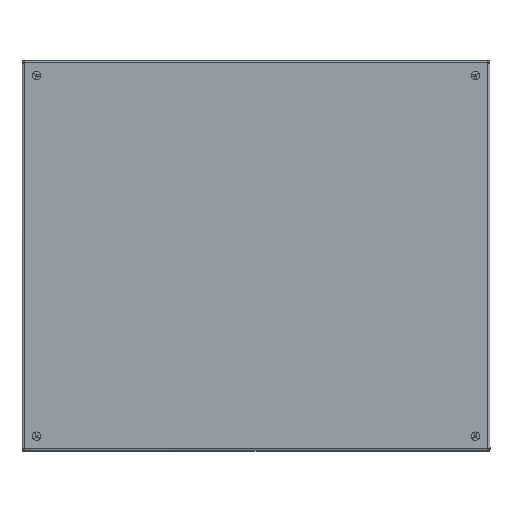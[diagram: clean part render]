
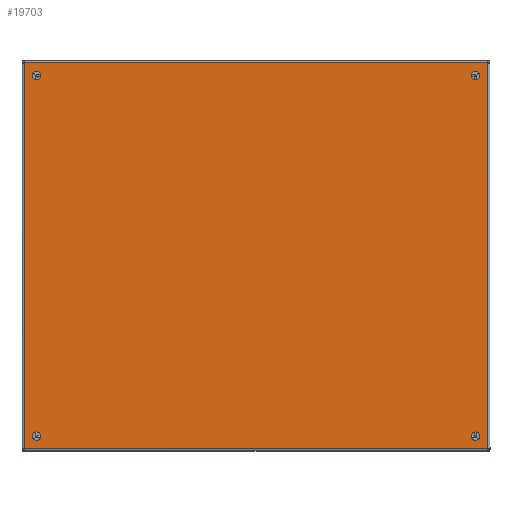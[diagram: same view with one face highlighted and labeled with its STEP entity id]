
A CAD part, top view. The second image highlights one B-rep face of the part: STEP entity #19703.
In plain terms, the highlighted planar face has unit normal (0, 0, 1).
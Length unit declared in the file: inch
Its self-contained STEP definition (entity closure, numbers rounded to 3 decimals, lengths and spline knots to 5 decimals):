
#791 = EDGE_CURVE ( 'NONE', #76019, #67187, #79287, .T. ) ;
#911 = VERTEX_POINT ( 'NONE', #1192 ) ;
#1146 = VERTEX_POINT ( 'NONE', #64937 ) ;
#1192 = CARTESIAN_POINT ( 'NONE',  ( 22.90625, 0.625, 8.9175 ) ) ;
#2315 = CIRCLE ( 'NONE', #17800, 0.21875 ) ;
#2724 = CARTESIAN_POINT ( 'NONE',  ( -0.01975, 19.75777, 8.9175 ) ) ;
#2835 = FACE_OUTER_BOUND ( 'NONE', #14118, .T. ) ;
#3367 = CIRCLE ( 'NONE', #76345, 0.07 ) ;
#5816 = CIRCLE ( 'NONE', #66880, 0.21875 ) ;
#7272 = VERTEX_POINT ( 'NONE', #67131 ) ;
#7628 = VECTOR ( 'NONE', #47910, 39.37008 ) ;
#8360 = ORIENTED_EDGE ( 'NONE', *, *, #17554, .F. ) ;
#9079 = ORIENTED_EDGE ( 'NONE', *, *, #34603, .T. ) ;
#9874 = VECTOR ( 'NONE', #22390, 39.37008 ) ;
#10255 = AXIS2_PLACEMENT_3D ( 'NONE', #28557, #72812, #34918 ) ;
#10418 = ORIENTED_EDGE ( 'NONE', *, *, #76030, .F. ) ;
#12364 = CARTESIAN_POINT ( 'NONE',  ( 11.875, 19.76975, 8.9175 ) ) ;
#12434 = EDGE_LOOP ( 'NONE', ( #9079 ) ) ;
#12486 = ORIENTED_EDGE ( 'NONE', *, *, #56539, .F. ) ;
#14118 = EDGE_LOOP ( 'NONE', ( #37757, #8360, #46450, #12486, #17200, #21501, #23294, #10418 ) ) ;
#14314 = ORIENTED_EDGE ( 'NONE', *, *, #40504, .T. ) ;
#14938 = VERTEX_POINT ( 'NONE', #64136 ) ;
#15575 = CARTESIAN_POINT ( 'NONE',  ( -0.00777, 19.76975, 8.9175 ) ) ;
#16446 = CARTESIAN_POINT ( 'NONE',  ( 11.875, 9.875, 8.9175 ) ) ;
#17200 = ORIENTED_EDGE ( 'NONE', *, *, #50081, .T. ) ;
#17554 = EDGE_CURVE ( 'NONE', #62279, #53249, #22276, .T. ) ;
#17800 = AXIS2_PLACEMENT_3D ( 'NONE', #21680, #71540, #40843 ) ;
#19693 = FACE_BOUND ( 'NONE', #43027, .T. ) ;
#19703 = ADVANCED_FACE ( 'NONE', ( #37545, #19693, #71191, #36584, #2835 ), #66927, .F. ) ;
#21501 = ORIENTED_EDGE ( 'NONE', *, *, #791, .F. ) ;
#21532 = CARTESIAN_POINT ( 'NONE',  ( -0.06289, -0.06289, 8.9175 ) ) ;
#21609 = CARTESIAN_POINT ( 'NONE',  ( -0.01975, -0.00777, 8.9175 ) ) ;
#21680 = CARTESIAN_POINT ( 'NONE',  ( 0.625, 19.125, 8.9175 ) ) ;
#21830 = CARTESIAN_POINT ( 'NONE',  ( -0.01975, 9.875, 8.9175 ) ) ;
#22276 = LINE ( 'NONE', #26426, #33151 ) ;
#22390 = DIRECTION ( 'NONE',  ( 0., 1., 0. ) ) ;
#23294 = ORIENTED_EDGE ( 'NONE', *, *, #26573, .T. ) ;
#23471 = CARTESIAN_POINT ( 'NONE',  ( 23.81289, -0.06289, 8.9175 ) ) ;
#23503 = ORIENTED_EDGE ( 'NONE', *, *, #29819, .T. ) ;
#23796 = ORIENTED_EDGE ( 'NONE', *, *, #79772, .T. ) ;
#25691 = DIRECTION ( 'NONE',  ( 1., 0., 0. ) ) ;
#26255 = CIRCLE ( 'NONE', #55973, 0.07 ) ;
#26426 = CARTESIAN_POINT ( 'NONE',  ( 23.76975, 9.875, 8.9175 ) ) ;
#26573 = EDGE_CURVE ( 'NONE', #76019, #50288, #3367, .T. ) ;
#27985 = DIRECTION ( 'NONE',  ( 0., 0., -1. ) ) ;
#28150 = CARTESIAN_POINT ( 'NONE',  ( 23.76975, -0.00777, 8.9175 ) ) ;
#28557 = CARTESIAN_POINT ( 'NONE',  ( 0.625, 0.625, 8.9175 ) ) ;
#29246 = DIRECTION ( 'NONE',  ( 0., 0., -1. ) ) ;
#29819 = EDGE_CURVE ( 'NONE', #14938, #14938, #2315, .T. ) ;
#32863 = VERTEX_POINT ( 'NONE', #38713 ) ;
#33060 = DIRECTION ( 'NONE',  ( 1., 0., 0. ) ) ;
#33151 = VECTOR ( 'NONE', #71524, 39.37008 ) ;
#34603 = EDGE_CURVE ( 'NONE', #32863, #32863, #44814, .T. ) ;
#34918 = DIRECTION ( 'NONE',  ( -1., 0., 0. ) ) ;
#35639 = VERTEX_POINT ( 'NONE', #15575 ) ;
#36584 = FACE_BOUND ( 'NONE', #38067, .T. ) ;
#37545 = FACE_BOUND ( 'NONE', #53715, .T. ) ;
#37757 = ORIENTED_EDGE ( 'NONE', *, *, #46432, .T. ) ;
#38067 = EDGE_LOOP ( 'NONE', ( #23796 ) ) ;
#38713 = CARTESIAN_POINT ( 'NONE',  ( 0.40625, 0.625, 8.9175 ) ) ;
#39251 = CIRCLE ( 'NONE', #64156, 0.07 ) ;
#39563 = LINE ( 'NONE', #12364, #61271 ) ;
#39892 = DIRECTION ( 'NONE',  ( 1., 0., 0. ) ) ;
#40504 = EDGE_CURVE ( 'NONE', #1146, #1146, #76450, .T. ) ;
#40677 = DIRECTION ( 'NONE',  ( 1., 0., 0. ) ) ;
#40843 = DIRECTION ( 'NONE',  ( -1., 0., 0. ) ) ;
#42266 = DIRECTION ( 'NONE',  ( -1., 0., 0. ) ) ;
#42684 = DIRECTION ( 'NONE',  ( -1., 0., 0. ) ) ;
#43027 = EDGE_LOOP ( 'NONE', ( #14314 ) ) ;
#44289 = EDGE_CURVE ( 'NONE', #62279, #7272, #26255, .T. ) ;
#44814 = CIRCLE ( 'NONE', #10255, 0.21875 ) ;
#45454 = CIRCLE ( 'NONE', #72564, 0.07 ) ;
#46432 = EDGE_CURVE ( 'NONE', #81862, #53249, #45454, .T. ) ;
#46450 = ORIENTED_EDGE ( 'NONE', *, *, #44289, .T. ) ;
#47910 = DIRECTION ( 'NONE',  ( -1., 0., 0. ) ) ;
#49195 = DIRECTION ( 'NONE',  ( -1., 0., 0. ) ) ;
#50081 = EDGE_CURVE ( 'NONE', #35639, #67187, #39251, .T. ) ;
#50288 = VERTEX_POINT ( 'NONE', #59888 ) ;
#50677 = CARTESIAN_POINT ( 'NONE',  ( 23.125, 0.625, 8.9175 ) ) ;
#53155 = CARTESIAN_POINT ( 'NONE',  ( 23.81289, 19.81289, 8.9175 ) ) ;
#53249 = VERTEX_POINT ( 'NONE', #28150 ) ;
#53548 = AXIS2_PLACEMENT_3D ( 'NONE', #80756, #61632, #49195 ) ;
#53715 = EDGE_LOOP ( 'NONE', ( #23503 ) ) ;
#55973 = AXIS2_PLACEMENT_3D ( 'NONE', #53155, #27985, #39892 ) ;
#56539 = EDGE_CURVE ( 'NONE', #35639, #7272, #39563, .T. ) ;
#59446 = CARTESIAN_POINT ( 'NONE',  ( 23.76975, 19.75777, 8.9175 ) ) ;
#59729 = DIRECTION ( 'NONE',  ( 0., 0., -1. ) ) ;
#59888 = CARTESIAN_POINT ( 'NONE',  ( -0.00777, -0.01975, 8.9175 ) ) ;
#61271 = VECTOR ( 'NONE', #25691, 39.37008 ) ;
#61632 = DIRECTION ( 'NONE',  ( 0., 0., -1. ) ) ;
#62279 = VERTEX_POINT ( 'NONE', #59446 ) ;
#64136 = CARTESIAN_POINT ( 'NONE',  ( 0.40625, 19.125, 8.9175 ) ) ;
#64156 = AXIS2_PLACEMENT_3D ( 'NONE', #71274, #70760, #33060 ) ;
#64937 = CARTESIAN_POINT ( 'NONE',  ( 22.90625, 19.125, 8.9175 ) ) ;
#66880 = AXIS2_PLACEMENT_3D ( 'NONE', #50677, #76699, #42684 ) ;
#66927 = PLANE ( 'NONE',  #68807 ) ;
#67131 = CARTESIAN_POINT ( 'NONE',  ( 23.75777, 19.76975, 8.9175 ) ) ;
#67187 = VERTEX_POINT ( 'NONE', #2724 ) ;
#67809 = DIRECTION ( 'NONE',  ( 0., 0., -1. ) ) ;
#68075 = DIRECTION ( 'NONE',  ( 1., 0., 0. ) ) ;
#68807 = AXIS2_PLACEMENT_3D ( 'NONE', #16446, #29246, #42266 ) ;
#69821 = CARTESIAN_POINT ( 'NONE',  ( 23.75777, -0.01975, 8.9175 ) ) ;
#70760 = DIRECTION ( 'NONE',  ( 0., 0., -1. ) ) ;
#71191 = FACE_BOUND ( 'NONE', #12434, .T. ) ;
#71274 = CARTESIAN_POINT ( 'NONE',  ( -0.06289, 19.81289, 8.9175 ) ) ;
#71524 = DIRECTION ( 'NONE',  ( 0., -1., 0. ) ) ;
#71540 = DIRECTION ( 'NONE',  ( 0., 0., -1. ) ) ;
#72086 = LINE ( 'NONE', #72279, #7628 ) ;
#72279 = CARTESIAN_POINT ( 'NONE',  ( 11.875, -0.01975, 8.9175 ) ) ;
#72564 = AXIS2_PLACEMENT_3D ( 'NONE', #23471, #67809, #68075 ) ;
#72812 = DIRECTION ( 'NONE',  ( 0., 0., -1. ) ) ;
#76019 = VERTEX_POINT ( 'NONE', #21609 ) ;
#76030 = EDGE_CURVE ( 'NONE', #81862, #50288, #72086, .T. ) ;
#76345 = AXIS2_PLACEMENT_3D ( 'NONE', #21532, #59729, #40677 ) ;
#76450 = CIRCLE ( 'NONE', #53548, 0.21875 ) ;
#76699 = DIRECTION ( 'NONE',  ( 0., 0., -1. ) ) ;
#79287 = LINE ( 'NONE', #21830, #9874 ) ;
#79772 = EDGE_CURVE ( 'NONE', #911, #911, #5816, .T. ) ;
#80756 = CARTESIAN_POINT ( 'NONE',  ( 23.125, 19.125, 8.9175 ) ) ;
#81862 = VERTEX_POINT ( 'NONE', #69821 ) ;
